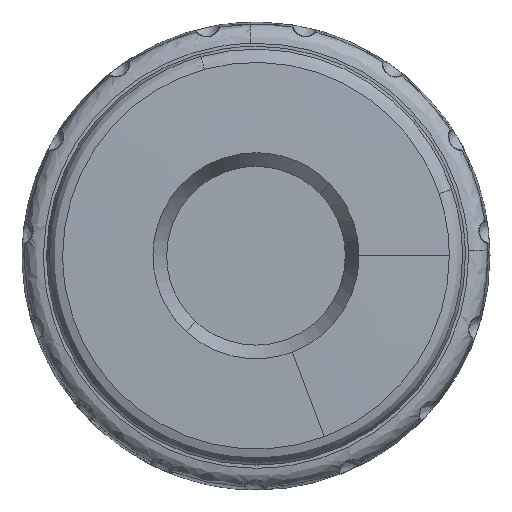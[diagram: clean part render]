
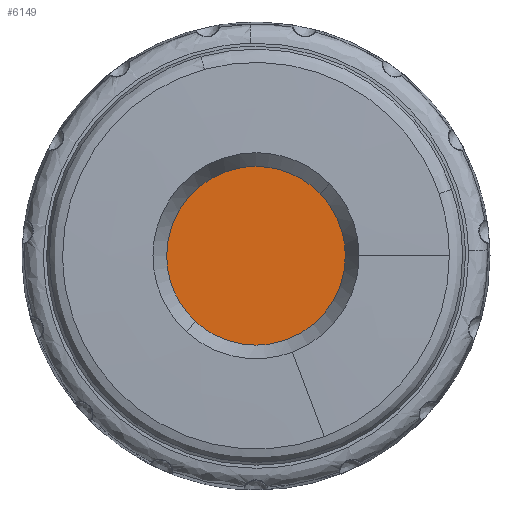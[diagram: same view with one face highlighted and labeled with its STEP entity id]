
A CAD part, top view. The second image highlights one B-rep face of the part: STEP entity #6149.
In plain terms, the highlighted free-form (B-spline) face has degree [1, 1] with [2, 2] control points.
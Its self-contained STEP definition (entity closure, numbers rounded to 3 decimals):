
#996=CARTESIAN_POINT('',(0.,6.1,16.0));
#997=VERTEX_POINT('',#996);
#998=CARTESIAN_POINT('',(4.372,4.254,16.));
#999=VERTEX_POINT('',#998);
#1000=CARTESIAN_POINT('',(0.,6.1,16.0));
#1001=CARTESIAN_POINT('',(0.317,6.1,16.));
#1002=CARTESIAN_POINT('',(0.977,6.048,16.));
#1003=CARTESIAN_POINT('',(2.029,5.791,16.));
#1004=CARTESIAN_POINT('',(2.935,5.378,16.));
#1005=CARTESIAN_POINT('',(3.739,4.843,16.));
#1006=CARTESIAN_POINT('',(4.15,4.482,16.));
#1007=CARTESIAN_POINT('',(4.372,4.254,16.));
#1008=B_SPLINE_CURVE_WITH_KNOTS('',3,(#1000,#1001,#1002,#1003,#1004,#1005,#1006,#1007),.UNSPECIFIED.,.F.,.U.,(4,1,1,1,1,4),(0.,0.952,1.98,3.237,3.922,4.874),.UNSPECIFIED.);
#1009=EDGE_CURVE('',#997,#999,#1008,.T.);
#1064=CARTESIAN_POINT('',(-4.121,-4.497,16.));
#1065=VERTEX_POINT('',#1064);
#1071=CARTESIAN_POINT('',(-6.1,0.0,16.0));
#1072=VERTEX_POINT('',#1071);
#1073=CARTESIAN_POINT('',(-4.121,-4.497,16.));
#1074=CARTESIAN_POINT('',(-4.451,-4.195,16.));
#1075=CARTESIAN_POINT('',(-4.94,-3.637,16.));
#1076=CARTESIAN_POINT('',(-5.528,-2.65,16.));
#1077=CARTESIAN_POINT('',(-5.845,-1.822,16.));
#1078=CARTESIAN_POINT('',(-6.053,-0.896,16.));
#1079=CARTESIAN_POINT('',(-6.1,-0.356,16.));
#1080=CARTESIAN_POINT('',(-6.1,0.0,16.0));
#1081=B_SPLINE_CURVE_WITH_KNOTS('',3,(#1073,#1074,#1075,#1076,#1077,#1078,#1079,#1080),.UNSPECIFIED.,.F.,.U.,(4,1,1,1,1,4),(0.,1.343,2.212,3.437,3.99,5.057),.UNSPECIFIED.);
#1082=EDGE_CURVE('',#1065,#1072,#1081,.T.);
#1084=CARTESIAN_POINT('',(-6.1,0.0,16.0));
#1085=CARTESIAN_POINT('',(-6.1,0.424,16.));
#1086=CARTESIAN_POINT('',(-6.033,1.06,16.));
#1087=CARTESIAN_POINT('',(-5.801,1.93,16.));
#1088=CARTESIAN_POINT('',(-5.474,2.755,16.));
#1089=CARTESIAN_POINT('',(-5.021,3.506,16.));
#1090=CARTESIAN_POINT('',(-4.446,4.198,16.));
#1091=CARTESIAN_POINT('',(-3.946,4.671,16.));
#1092=CARTESIAN_POINT('',(-3.254,5.184,16.));
#1093=CARTESIAN_POINT('',(-2.483,5.603,16.));
#1094=CARTESIAN_POINT('',(-1.679,5.879,16.));
#1095=CARTESIAN_POINT('',(-0.873,6.055,16.));
#1096=CARTESIAN_POINT('',(-0.349,6.1,16.));
#1097=CARTESIAN_POINT('',(0.,6.1,16.0));
#1098=B_SPLINE_CURVE_WITH_KNOTS('',3,(#1084,#1085,#1086,#1087,#1088,#1089,#1090,#1091,#1092,#1093,#1094,#1095,#1096,#1097),.UNSPECIFIED.,.F.,.U.,(4,1,1,1,1,1,1,1,1,1,1,4),(0.,1.273,1.909,2.695,3.93,4.529,5.39,5.989,7.112,8.01,8.534,9.582),.UNSPECIFIED.);
#1099=EDGE_CURVE('',#1072,#997,#1098,.T.);
#1122=CARTESIAN_POINT('',(6.1,0.0,16.0));
#1123=VERTEX_POINT('',#1122);
#1124=CARTESIAN_POINT('',(4.372,4.254,16.));
#1125=CARTESIAN_POINT('',(4.62,4.,16.));
#1126=CARTESIAN_POINT('',(5.016,3.513,16.));
#1127=CARTESIAN_POINT('',(5.508,2.676,16.));
#1128=CARTESIAN_POINT('',(5.845,1.83,16.));
#1129=CARTESIAN_POINT('',(6.055,0.907,16.));
#1130=CARTESIAN_POINT('',(6.1,0.307,16.));
#1131=CARTESIAN_POINT('',(6.1,0.0,16.0));
#1132=B_SPLINE_CURVE_WITH_KNOTS('',3,(#1124,#1125,#1126,#1127,#1128,#1129,#1130,#1131),.UNSPECIFIED.,.F.,.U.,(4,1,1,1,1,4),(0.,1.067,1.876,2.906,3.788,4.708),.UNSPECIFIED.);
#1133=EDGE_CURVE('',#999,#1123,#1132,.T.);
#1135=CARTESIAN_POINT('',(0.,-6.1,16.0));
#1136=VERTEX_POINT('',#1135);
#1137=CARTESIAN_POINT('',(6.1,0.0,16.0));
#1138=CARTESIAN_POINT('',(6.1,-0.487,16.));
#1139=CARTESIAN_POINT('',(6.007,-1.26,16.));
#1140=CARTESIAN_POINT('',(5.66,-2.344,16.));
#1141=CARTESIAN_POINT('',(5.246,-3.16,16.));
#1142=CARTESIAN_POINT('',(4.685,-3.941,16.));
#1143=CARTESIAN_POINT('',(3.961,-4.687,16.));
#1144=CARTESIAN_POINT('',(3.098,-5.292,16.));
#1145=CARTESIAN_POINT('',(2.089,-5.761,16.));
#1146=CARTESIAN_POINT('',(1.098,-6.036,16.));
#1147=CARTESIAN_POINT('',(0.349,-6.1,16.0));
#1148=CARTESIAN_POINT('',(0.,-6.1,16.0));
#1149=B_SPLINE_CURVE_WITH_KNOTS('',3,(#1137,#1138,#1139,#1140,#1141,#1142,#1143,#1144,#1145,#1146,#1147,#1148),.UNSPECIFIED.,.F.,.U.,(4,1,1,1,1,1,1,1,1,4),(0.,1.46,2.321,3.406,4.192,5.203,6.513,7.336,8.534,9.582),.UNSPECIFIED.);
#1150=EDGE_CURVE('',#1123,#1136,#1149,.T.);
#1152=CARTESIAN_POINT('',(0.,-6.1,16.0));
#1153=CARTESIAN_POINT('',(-0.353,-6.1,16.));
#1154=CARTESIAN_POINT('',(-0.978,-6.046,16.));
#1155=CARTESIAN_POINT('',(-1.964,-5.804,16.));
#1156=CARTESIAN_POINT('',(-3.032,-5.349,16.));
#1157=CARTESIAN_POINT('',(-3.756,-4.832,16.));
#1158=CARTESIAN_POINT('',(-4.121,-4.497,16.));
#1159=B_SPLINE_CURVE_WITH_KNOTS('',3,(#1152,#1153,#1154,#1155,#1156,#1157,#1158),.UNSPECIFIED.,.F.,.U.,(4,1,1,1,4),(0.,1.06,1.874,3.04,4.525),.UNSPECIFIED.);
#1160=EDGE_CURVE('',#1136,#1065,#1159,.T.);
#6136=CARTESIAN_POINT('',(-6.709,-6.709,16.0));
#6137=CARTESIAN_POINT('',(6.709,-6.709,16.0));
#6138=CARTESIAN_POINT('',(-6.709,6.709,16.0));
#6139=CARTESIAN_POINT('',(6.709,6.709,16.0));
#6140=B_SPLINE_SURFACE_WITH_KNOTS('',1,1,((#6136,#6138),(#6137,#6139)),.UNSPECIFIED.,.F.,.F.,.U.,(2,2),(2,2),(0.0,13.419),(0.0,13.419),.UNSPECIFIED.);
#6141=ORIENTED_EDGE('',*,*,#1082,.F.);
#6142=ORIENTED_EDGE('',*,*,#1160,.F.);
#6143=ORIENTED_EDGE('',*,*,#1150,.F.);
#6144=ORIENTED_EDGE('',*,*,#1133,.F.);
#6145=ORIENTED_EDGE('',*,*,#1009,.F.);
#6146=ORIENTED_EDGE('',*,*,#1099,.F.);
#6147=EDGE_LOOP('',(#6141,#6142,#6143,#6144,#6145,#6146));
#6148=FACE_OUTER_BOUND('',#6147,.T.);
#6149=ADVANCED_FACE('',(#6148),#6140,.T.);
